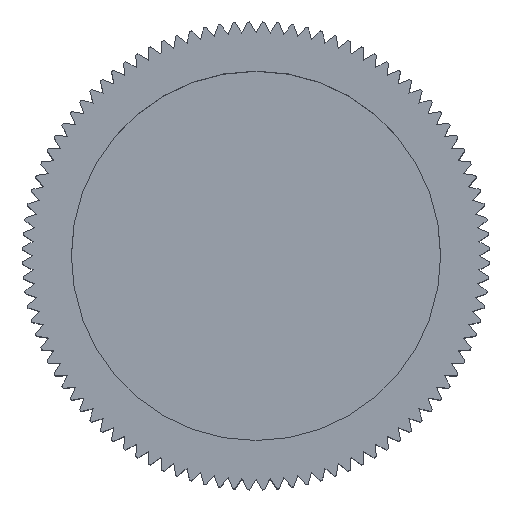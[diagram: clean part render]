
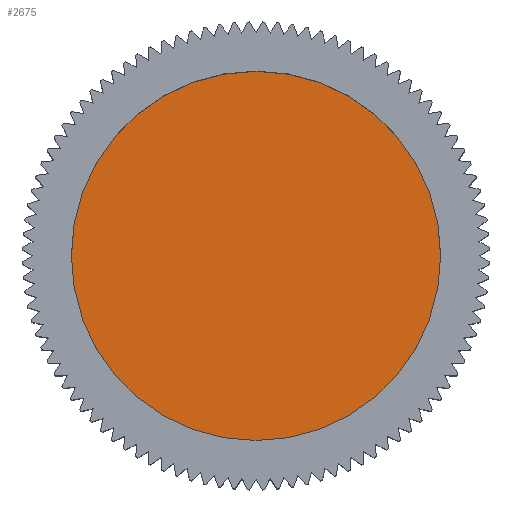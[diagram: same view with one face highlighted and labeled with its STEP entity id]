
A CAD part, top view. The second image highlights one B-rep face of the part: STEP entity #2675.
In plain terms, the highlighted planar face has unit normal (0, 0, 1).
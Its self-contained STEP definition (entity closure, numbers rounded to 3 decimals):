
#2631=VERTEX_POINT('',#6500);
#2675=ADVANCED_FACE('',(#6547),#6548,.F.);
#3657=EDGE_CURVE('',#5079,#2631,#7602,.T.);
#5079=VERTEX_POINT('',#9141);
#5495=EDGE_CURVE('',#2631,#5079,#9594,.T.);
#6500=CARTESIAN_POINT('',(7.5,0.0,9.0));
#6547=FACE_OUTER_BOUND('',#11221,.T.);
#6548=PLANE('',#11222);
#7602=CIRCLE('',#13186,7.5);
#9141=CARTESIAN_POINT('',(-7.5,0.,9.0));
#9594=CIRCLE('',#16744,7.5);
#11221=EDGE_LOOP('',(#18035,#18036));
#11222=AXIS2_PLACEMENT_3D('',#18037,#18038,#18039);
#13186=AXIS2_PLACEMENT_3D('',#19215,#19216,#19217);
#16744=AXIS2_PLACEMENT_3D('',#21312,#21313,#21314);
#18035=ORIENTED_EDGE('',*,*,#5495,.F.);
#18036=ORIENTED_EDGE('',*,*,#3657,.F.);
#18037=CARTESIAN_POINT('',(0.0,0.0,9.0));
#18038=DIRECTION('',(0.0,0.0,-1.0));
#18039=DIRECTION('',(-1.0,0.0,0.0));
#19215=CARTESIAN_POINT('',(0.0,0.0,9.0));
#19216=DIRECTION('',(0.0,0.0,-1.0));
#19217=DIRECTION('',(1.0,0.0,0.0));
#21312=CARTESIAN_POINT('',(0.0,0.0,9.0));
#21313=DIRECTION('',(0.0,0.0,-1.0));
#21314=DIRECTION('',(1.0,0.0,0.0));
